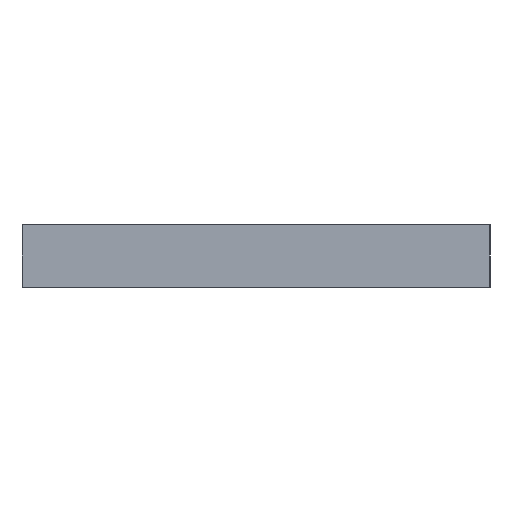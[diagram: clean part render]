
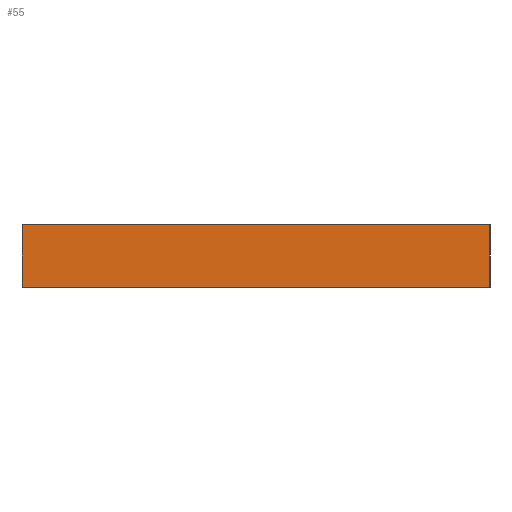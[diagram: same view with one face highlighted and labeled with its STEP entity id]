
A CAD part, left-side view. The second image highlights one B-rep face of the part: STEP entity #55.
In plain terms, the highlighted planar face has unit normal (-1, 0, 0).
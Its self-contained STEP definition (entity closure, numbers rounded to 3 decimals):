
#55 = ADVANCED_FACE( '', ( #119 ), #120, .F. );
#119 = FACE_OUTER_BOUND( '', #174, .T. );
#120 = PLANE( '', #175 );
#174 = EDGE_LOOP( '', ( #258, #259, #260, #261 ) );
#175 = AXIS2_PLACEMENT_3D( '', #262, #263, #264 );
#258 = ORIENTED_EDGE( '', *, *, #290, .T. );
#259 = ORIENTED_EDGE( '', *, *, #295, .F. );
#260 = ORIENTED_EDGE( '', *, *, #283, .F. );
#261 = ORIENTED_EDGE( '', *, *, #292, .T. );
#262 = CARTESIAN_POINT( '', ( 0., 15., 2. ) );
#263 = DIRECTION( '', ( 1., 0., 0. ) );
#264 = DIRECTION( '', ( 0., 0., -1. ) );
#283 = EDGE_CURVE( '', #327, #329, #330, .T. );
#290 = EDGE_CURVE( '', #337, #339, #341, .T. );
#292 = EDGE_CURVE( '', #327, #337, #343, .T. );
#295 = EDGE_CURVE( '', #329, #339, #346, .T. );
#327 = VERTEX_POINT( '', #382 );
#329 = VERTEX_POINT( '', #385 );
#330 = LINE( '', #386, #387 );
#337 = VERTEX_POINT( '', #395 );
#339 = VERTEX_POINT( '', #398 );
#341 = LINE( '', #401, #402 );
#343 = LINE( '', #404, #405 );
#346 = LINE( '', #408, #409 );
#382 = CARTESIAN_POINT( '', ( 0., 15., 2. ) );
#385 = CARTESIAN_POINT( '', ( 0., 0., 2. ) );
#386 = CARTESIAN_POINT( '', ( 0., 15., 2. ) );
#387 = VECTOR( '', #441, 1000. );
#395 = CARTESIAN_POINT( '', ( 0., 15., 0. ) );
#398 = CARTESIAN_POINT( '', ( 0., 0., 0. ) );
#401 = CARTESIAN_POINT( '', ( 0., 15., 0. ) );
#402 = VECTOR( '', #451, 1000. );
#404 = CARTESIAN_POINT( '', ( 0., 15., 2. ) );
#405 = VECTOR( '', #452, 1000. );
#408 = CARTESIAN_POINT( '', ( 0., 0., 2. ) );
#409 = VECTOR( '', #453, 1000. );
#441 = DIRECTION( '', ( 0., -1., 0. ) );
#451 = DIRECTION( '', ( 0., -1., 0. ) );
#452 = DIRECTION( '', ( 0., 0., -1. ) );
#453 = DIRECTION( '', ( 0., 0., -1. ) );
